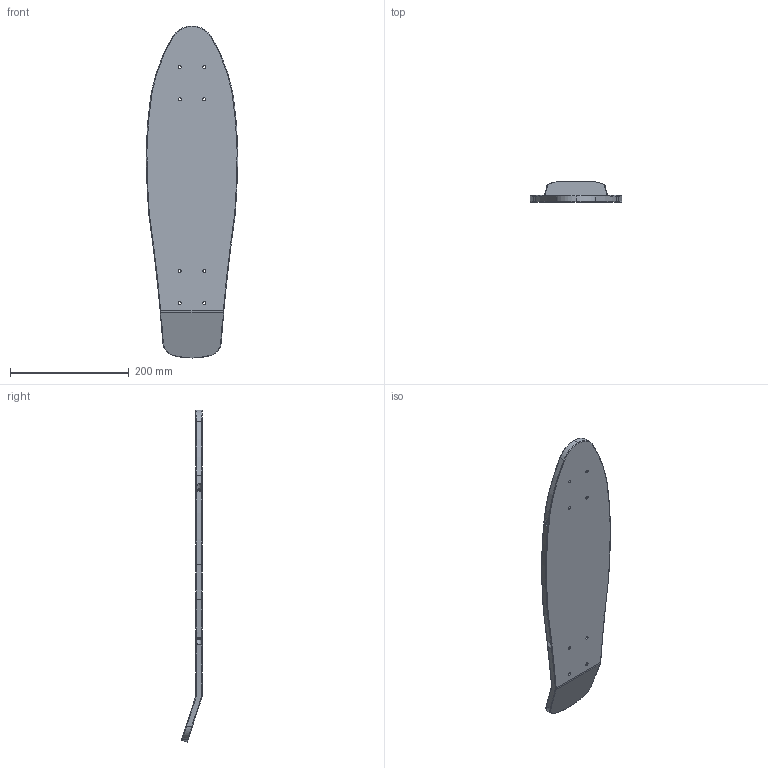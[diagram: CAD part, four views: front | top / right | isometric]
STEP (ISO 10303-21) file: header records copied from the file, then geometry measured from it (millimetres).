
FILE_DESCRIPTION(/* description */ (''),/* implementation_level */ '2;1');
FILE_NAME(/* name */ 'board.stp',/* time_stamp */ '2023-08-19T23:05:37-07:00',/* author */ ('devan'),/* organization */ (''),/* preprocessor_version */ 'ST-DEVELOPER v20',/* originating_system */ 'Autodesk Inventor 2024',/* authorisation */ '');
FILE_SCHEMA (('AUTOMOTIVE_DESIGN { 1 0 10303 214 3 1 1 }'));
Length unit declared in the file: millimetre
Products named in the file (1): Part1
Bounding box: 154.02 x 35.03 x 558.8 mm (x, y, z)
Volume: 747574.2 mm3; surface area: 162977.4 mm2
Topology: 1 solids, 2 shells, 104 faces, 241 edges, 141 vertices
Faces by surface type: cylinder 38, bspline 20, torus 20, plane 18, cone 8
Full cylindrical faces by diameter (mm): 5 x13
Entity records: 3891 total; most frequent: CARTESIAN_POINT 1525, DIRECTION 499, ORIENTED_EDGE 474, EDGE_CURVE 237, AXIS2_PLACEMENT_3D 226, VERTEX_POINT 141, EDGE_LOOP 124, CIRCLE 113
